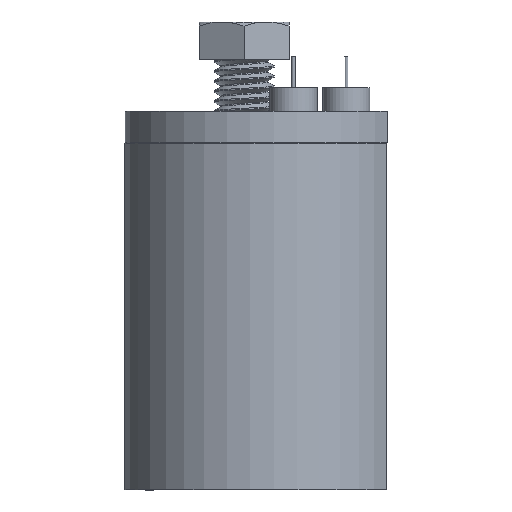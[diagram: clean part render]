
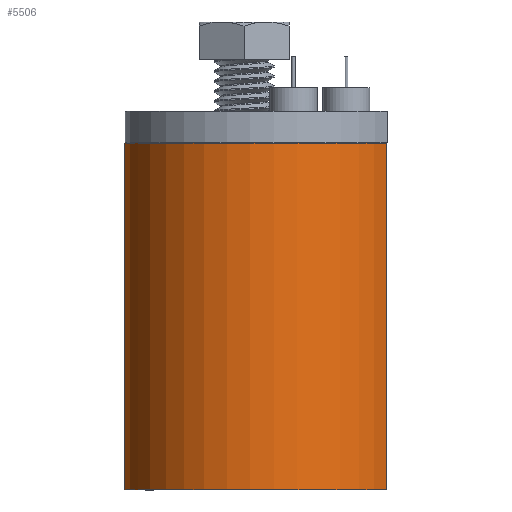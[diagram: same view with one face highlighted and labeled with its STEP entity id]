
A CAD part, front view. The second image highlights one B-rep face of the part: STEP entity #5506.
In plain terms, the highlighted cylindrical face has radius 22 mm (diameter 44 mm), a partial arc.
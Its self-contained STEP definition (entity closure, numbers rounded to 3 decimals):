
#283=CYLINDRICAL_SURFACE('',#6111,22.);
#526=CIRCLE('',#6112,22.);
#527=CIRCLE('',#6113,22.);
#765=LINE('',#21369,#1009);
#771=LINE('',#21381,#1015);
#1009=VECTOR('',#7091,10.);
#1015=VECTOR('',#7097,10.);
#1400=FACE_OUTER_BOUND('',#1722,.T.);
#1722=EDGE_LOOP('',(#5050,#5051,#5052,#5053));
#2649=VERTEX_POINT('',#21367);
#2650=VERTEX_POINT('',#21368);
#2655=VERTEX_POINT('',#21378);
#2656=VERTEX_POINT('',#21380);
#3453=EDGE_CURVE('',#2649,#2650,#765,.T.);
#3459=EDGE_CURVE('',#2656,#2655,#771,.T.);
#3463=EDGE_CURVE('',#2649,#2655,#526,.T.);
#3464=EDGE_CURVE('',#2656,#2650,#527,.T.);
#5050=ORIENTED_EDGE('',*,*,#3459,.T.);
#5051=ORIENTED_EDGE('',*,*,#3463,.F.);
#5052=ORIENTED_EDGE('',*,*,#3453,.T.);
#5053=ORIENTED_EDGE('',*,*,#3464,.F.);
#5506=ADVANCED_FACE('',(#1400),#283,.T.);
#6111=AXIS2_PLACEMENT_3D('',#21387,#7107,#7108);
#6112=AXIS2_PLACEMENT_3D('',#21388,#7109,#7110);
#6113=AXIS2_PLACEMENT_3D('',#21389,#7111,#7112);
#7091=DIRECTION('',(0.,0.,1.));
#7097=DIRECTION('',(0.,0.,-1.));
#7107=DIRECTION('center_axis',(0.,0.,1.));
#7108=DIRECTION('ref_axis',(-0.5,0.866,0.));
#7109=DIRECTION('center_axis',(0.,0.,-1.));
#7110=DIRECTION('ref_axis',(1.,0.,0.));
#7111=DIRECTION('center_axis',(0.,0.,1.));
#7112=DIRECTION('ref_axis',(1.,0.,0.));
#21367=CARTESIAN_POINT('',(-15.281,-8.709,0.));
#21368=CARTESIAN_POINT('',(-15.281,-8.709,55.));
#21369=CARTESIAN_POINT('',(-15.281,-8.709,27.5));
#21378=CARTESIAN_POINT('',(22.764,13.257,0.));
#21380=CARTESIAN_POINT('',(22.764,13.257,55.));
#21381=CARTESIAN_POINT('',(22.764,13.257,27.5));
#21387=CARTESIAN_POINT('Origin',(3.123,3.345,27.5));
#21388=CARTESIAN_POINT('Origin',(3.123,3.345,0.));
#21389=CARTESIAN_POINT('Origin',(3.123,3.345,55.));
